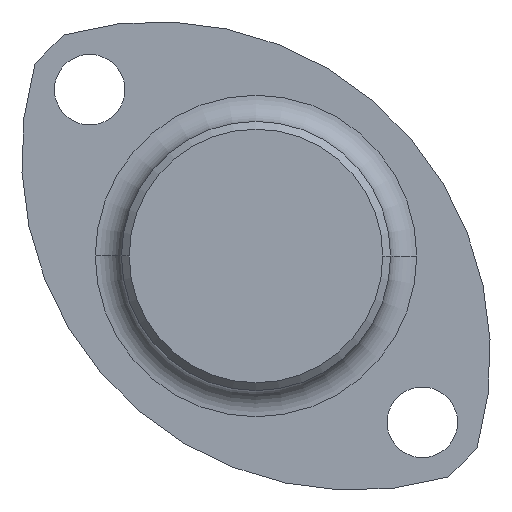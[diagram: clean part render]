
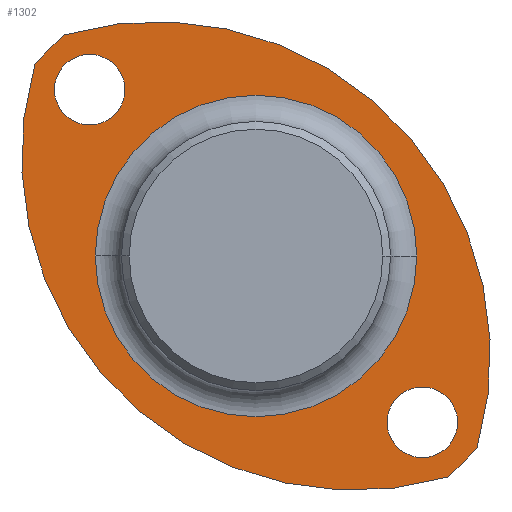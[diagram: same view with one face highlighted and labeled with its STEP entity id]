
A CAD part, front view. The second image highlights one B-rep face of the part: STEP entity #1302.
In plain terms, the highlighted planar face has unit normal (0, -1, 0).
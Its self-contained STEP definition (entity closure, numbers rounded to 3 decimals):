
#347=CARTESIAN_POINT('',(-3.783,10.3,-3.783));
#348=DIRECTION('',(0.,1.,0.));
#349=DIRECTION('',(-0.279,0.,0.96));
#350=AXIS2_PLACEMENT_3D('',#347,#348,#349);
#352=CARTESIAN_POINT('',(3.783,10.3,3.783));
#353=DIRECTION('',(0.,1.,0.));
#354=DIRECTION('',(0.279,0.,-0.96));
#355=AXIS2_PLACEMENT_3D('',#352,#353,#354);
#357=CARTESIAN_POINT('',(6.364,10.3,-6.364));
#358=DIRECTION('',(0.,-1.,0.));
#359=DIRECTION('',(1.,0.,0.));
#360=AXIS2_PLACEMENT_3D('',#357,#358,#359);
#362=CARTESIAN_POINT('',(6.364,10.3,-6.364));
#363=DIRECTION('',(0.,-1.,0.));
#364=DIRECTION('',(-1.,0.,0.));
#365=AXIS2_PLACEMENT_3D('',#362,#363,#364);
#367=CARTESIAN_POINT('',(-6.364,10.3,6.364));
#368=DIRECTION('',(0.,1.,0.));
#369=DIRECTION('',(0.,0.,1.));
#370=AXIS2_PLACEMENT_3D('',#367,#368,#369);
#372=CARTESIAN_POINT('',(-6.364,10.3,6.364));
#373=DIRECTION('',(0.,1.,0.));
#374=DIRECTION('',(0.,0.,-1.));
#375=AXIS2_PLACEMENT_3D('',#372,#373,#374);
#385=CARTESIAN_POINT('',(0.,10.3,0.));
#386=DIRECTION('',(0.,1.,0.));
#387=DIRECTION('',(0.755,0.,-0.655));
#388=AXIS2_PLACEMENT_3D('',#385,#386,#387);
#394=CARTESIAN_POINT('',(0.,10.3,0.));
#395=DIRECTION('',(0.,-1.,0.));
#396=DIRECTION('',(-0.655,0.,0.755));
#397=AXIS2_PLACEMENT_3D('',#394,#395,#396);
#419=CARTESIAN_POINT('',(0.,10.3,0.));
#420=DIRECTION('',(0.,-1.,0.));
#421=DIRECTION('',(1.,0.,0.));
#422=AXIS2_PLACEMENT_3D('',#419,#420,#421);
#434=CARTESIAN_POINT('',(0.,10.3,0.));
#435=DIRECTION('',(0.,-1.,0.));
#436=DIRECTION('',(-1.,0.,0.));
#437=AXIS2_PLACEMENT_3D('',#434,#435,#436);
#645=CARTESIAN_POINT('',(-7.338,10.3,8.461));
#646=CARTESIAN_POINT('',(8.461,10.3,-7.338));
#647=VERTEX_POINT('',#645);
#648=VERTEX_POINT('',#646);
#649=CARTESIAN_POINT('',(7.338,10.3,-8.461));
#650=CARTESIAN_POINT('',(-8.461,10.3,7.338));
#651=VERTEX_POINT('',#649);
#652=VERTEX_POINT('',#650);
#661=CARTESIAN_POINT('',(7.714,10.3,-6.364));
#662=CARTESIAN_POINT('',(5.014,10.3,-6.364));
#663=VERTEX_POINT('',#661);
#664=VERTEX_POINT('',#662);
#669=CARTESIAN_POINT('',(-6.364,10.3,7.714));
#670=CARTESIAN_POINT('',(-6.364,10.3,5.014));
#671=VERTEX_POINT('',#669);
#672=VERTEX_POINT('',#670);
#677=CARTESIAN_POINT('',(6.15,10.3,0.));
#678=CARTESIAN_POINT('',(-6.15,10.3,0.));
#679=VERTEX_POINT('',#677);
#680=VERTEX_POINT('',#678);
#1270=CARTESIAN_POINT('',(0.,10.3,0.));
#1271=DIRECTION('',(0.,-1.,0.));
#1272=DIRECTION('',(-1.,0.,0.));
#1273=AXIS2_PLACEMENT_3D('',#1270,#1271,#1272);
#1274=PLANE('',#1273);
#1275=ORIENTED_EDGE('',*,*,#1260,.T.);
#1277=ORIENTED_EDGE('',*,*,#1276,.T.);
#1279=ORIENTED_EDGE('',*,*,#1278,.T.);
#1281=ORIENTED_EDGE('',*,*,#1280,.F.);
#1282=EDGE_LOOP('',(#1275,#1277,#1279,#1281));
#1283=FACE_OUTER_BOUND('',#1282,.F.);
#1285=ORIENTED_EDGE('',*,*,#1284,.T.);
#1287=ORIENTED_EDGE('',*,*,#1286,.T.);
#1288=EDGE_LOOP('',(#1285,#1287));
#1289=FACE_BOUND('',#1288,.F.);
#1291=ORIENTED_EDGE('',*,*,#1290,.F.);
#1293=ORIENTED_EDGE('',*,*,#1292,.F.);
#1294=EDGE_LOOP('',(#1291,#1293));
#1295=FACE_BOUND('',#1294,.F.);
#1297=ORIENTED_EDGE('',*,*,#1296,.T.);
#1299=ORIENTED_EDGE('',*,*,#1298,.T.);
#1300=EDGE_LOOP('',(#1297,#1299));
#1301=FACE_BOUND('',#1300,.F.);
#1302=ADVANCED_FACE('',(#1283,#1289,#1295,#1301),#1274,.T.);
#351=CIRCLE('',#350,12.75);
#356=CIRCLE('',#355,12.75);
#361=CIRCLE('',#360,1.35);
#366=CIRCLE('',#365,1.35);
#371=CIRCLE('',#370,1.35);
#376=CIRCLE('',#375,1.35);
#389=CIRCLE('',#388,11.2);
#398=CIRCLE('',#397,11.2);
#423=CIRCLE('',#422,6.15);
#438=CIRCLE('',#437,6.15);
#1260=EDGE_CURVE('',#647,#648,#351,.T.);
#1276=EDGE_CURVE('',#648,#651,#389,.T.);
#1278=EDGE_CURVE('',#651,#652,#356,.T.);
#1280=EDGE_CURVE('',#647,#652,#398,.T.);
#1284=EDGE_CURVE('',#663,#664,#361,.T.);
#1286=EDGE_CURVE('',#664,#663,#366,.T.);
#1290=EDGE_CURVE('',#671,#672,#371,.T.);
#1292=EDGE_CURVE('',#672,#671,#376,.T.);
#1296=EDGE_CURVE('',#679,#680,#423,.T.);
#1298=EDGE_CURVE('',#680,#679,#438,.T.);
